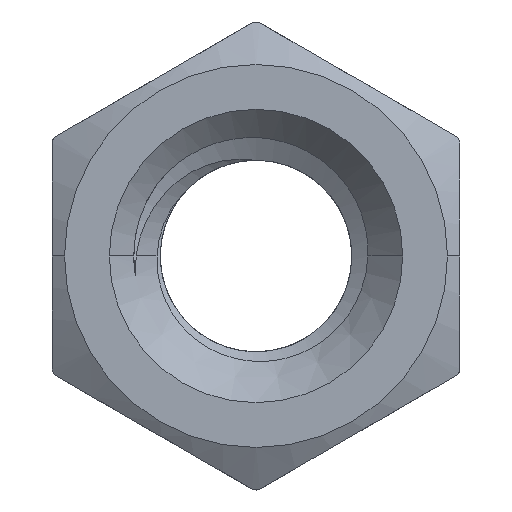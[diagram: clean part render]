
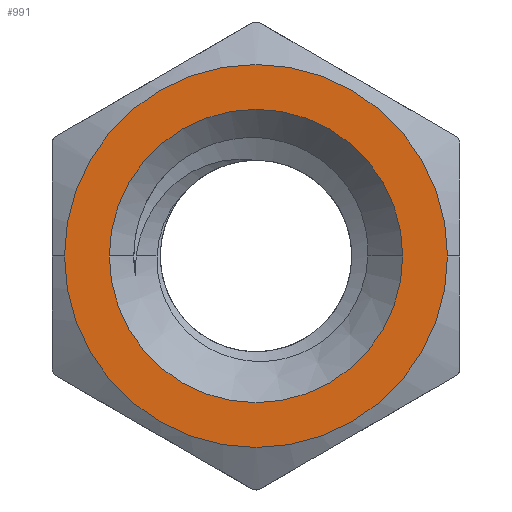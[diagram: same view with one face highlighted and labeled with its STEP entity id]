
A CAD part, front view. The second image highlights one B-rep face of the part: STEP entity #991.
In plain terms, the highlighted planar face has unit normal (0, -1, 0).
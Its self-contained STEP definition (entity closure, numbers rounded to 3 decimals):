
#205 = CARTESIAN_POINT ( 'NONE',  ( -4.7, -3., 0. ) ) ;
#356 = PLANE ( 'NONE',  #2706 ) ;
#602 = DIRECTION ( 'NONE',  ( 0., 1., 0. ) ) ;
#652 = CIRCLE ( 'NONE', #1278, 3.6 ) ;
#749 = DIRECTION ( 'NONE',  ( -1., 0., 0. ) ) ;
#770 = CIRCLE ( 'NONE', #2505, 3.6 ) ;
#808 = CARTESIAN_POINT ( 'NONE',  ( 4.7, -3., 0. ) ) ;
#833 = DIRECTION ( 'NONE',  ( 0., 0., 1. ) ) ;
#837 = ORIENTED_EDGE ( 'NONE', *, *, #2115, .T. ) ;
#852 = VERTEX_POINT ( 'NONE', #205 ) ;
#903 = ORIENTED_EDGE ( 'NONE', *, *, #2741, .T. ) ;
#915 = FACE_OUTER_BOUND ( 'NONE', #2457, .T. ) ;
#991 = ADVANCED_FACE ( 'NONE', ( #1642, #915 ), #356, .F. ) ;
#1031 = CARTESIAN_POINT ( 'NONE',  ( 0., -3., 0. ) ) ;
#1176 = EDGE_CURVE ( 'NONE', #1388, #852, #2984, .T. ) ;
#1278 = AXIS2_PLACEMENT_3D ( 'NONE', #2672, #2412, #749 ) ;
#1388 = VERTEX_POINT ( 'NONE', #808 ) ;
#1468 = DIRECTION ( 'NONE',  ( 1., 0., 0. ) ) ;
#1559 = AXIS2_PLACEMENT_3D ( 'NONE', #2949, #2924, #1468 ) ;
#1615 = ORIENTED_EDGE ( 'NONE', *, *, #1176, .T. ) ;
#1642 = FACE_BOUND ( 'NONE', #1709, .T. ) ;
#1709 = EDGE_LOOP ( 'NONE', ( #1770, #837 ) ) ;
#1766 = CARTESIAN_POINT ( 'NONE',  ( 0., -3., 0. ) ) ;
#1770 = ORIENTED_EDGE ( 'NONE', *, *, #2982, .T. ) ;
#1776 = VERTEX_POINT ( 'NONE', #2760 ) ;
#2011 = CARTESIAN_POINT ( 'NONE',  ( 0., -3., 0. ) ) ;
#2115 = EDGE_CURVE ( 'NONE', #2775, #1776, #652, .T. ) ;
#2161 = CIRCLE ( 'NONE', #2784, 4.7 ) ;
#2182 = CARTESIAN_POINT ( 'NONE',  ( -3.6, -3., 0. ) ) ;
#2412 = DIRECTION ( 'NONE',  ( 0., 1., 0. ) ) ;
#2418 = DIRECTION ( 'NONE',  ( 1., 0., 0. ) ) ;
#2457 = EDGE_LOOP ( 'NONE', ( #903, #1615 ) ) ;
#2477 = DIRECTION ( 'NONE',  ( -1., 0., 0. ) ) ;
#2505 = AXIS2_PLACEMENT_3D ( 'NONE', #1766, #2989, #2477 ) ;
#2672 = CARTESIAN_POINT ( 'NONE',  ( 0., -3., 0. ) ) ;
#2706 = AXIS2_PLACEMENT_3D ( 'NONE', #2011, #602, #833 ) ;
#2741 = EDGE_CURVE ( 'NONE', #852, #1388, #2161, .T. ) ;
#2760 = CARTESIAN_POINT ( 'NONE',  ( 3.6, -3., 0. ) ) ;
#2775 = VERTEX_POINT ( 'NONE', #2182 ) ;
#2784 = AXIS2_PLACEMENT_3D ( 'NONE', #1031, #2917, #2418 ) ;
#2917 = DIRECTION ( 'NONE',  ( 0., -1., 0. ) ) ;
#2924 = DIRECTION ( 'NONE',  ( 0., -1., 0. ) ) ;
#2949 = CARTESIAN_POINT ( 'NONE',  ( 0., -3., 0. ) ) ;
#2982 = EDGE_CURVE ( 'NONE', #1776, #2775, #770, .T. ) ;
#2984 = CIRCLE ( 'NONE', #1559, 4.7 ) ;
#2989 = DIRECTION ( 'NONE',  ( 0., 1., 0. ) ) ;
